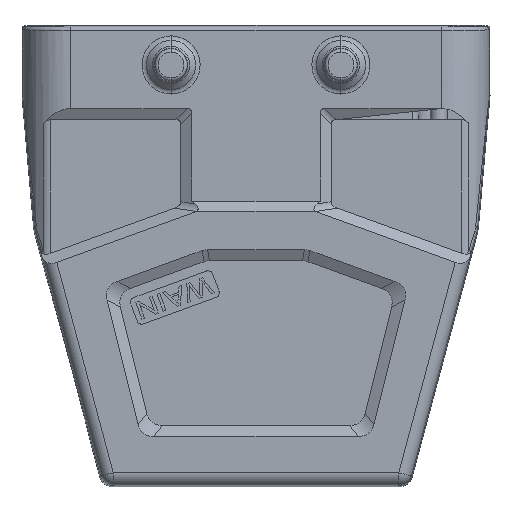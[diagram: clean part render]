
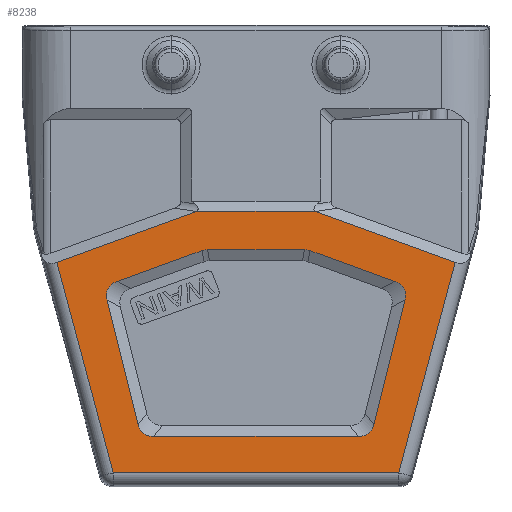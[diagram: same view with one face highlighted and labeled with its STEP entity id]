
A CAD part, front view. The second image highlights one B-rep face of the part: STEP entity #8238.
In plain terms, the highlighted planar face has unit normal (0, -1, 0).
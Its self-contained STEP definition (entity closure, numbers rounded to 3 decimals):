
#143=DIRECTION('',(0.242,0.,-0.97));
#144=VECTOR('',#143,19.974);
#145=CARTESIAN_POINT('',(-23.224,-22.5,
-42.895));
#146=LINE('',#145,#144);
#147=CARTESIAN_POINT('',(-15.977,-22.5,-64.151));
#148=CARTESIAN_POINT('',(-16.241,-22.5,-64.151));
#149=CARTESIAN_POINT('',(-16.726,-22.5,
-64.094));
#150=CARTESIAN_POINT('',(-17.322,-22.5,
-63.857));
#151=CARTESIAN_POINT('',(-17.788,-22.5,
-63.497));
#152=CARTESIAN_POINT('',(-18.162,-22.5,
-62.984));
#153=CARTESIAN_POINT('',(-18.335,-22.5,
-62.531));
#154=CARTESIAN_POINT('',(-18.398,-22.5,
-62.277));
#156=DIRECTION('',(1.,0.,0.));
#157=VECTOR('',#156,31.955);
#158=CARTESIAN_POINT('',(-15.977,-22.5,-64.151));
#159=LINE('',#158,#157);
#160=CARTESIAN_POINT('',(15.977,-22.5,-64.151));
#161=CARTESIAN_POINT('',(16.243,-22.5,-64.151));
#162=CARTESIAN_POINT('',(16.73,-22.5,-64.093));
#163=CARTESIAN_POINT('',(17.327,-22.5,-63.854));
#164=CARTESIAN_POINT('',(17.788,-22.5,-63.496));
#165=CARTESIAN_POINT('',(18.162,-22.5,-62.984));
#166=CARTESIAN_POINT('',(18.335,-22.5,-62.532));
#167=CARTESIAN_POINT('',(18.398,-22.5,-62.277));
#169=DIRECTION('',(0.242,0.,0.97));
#170=VECTOR('',#169,19.974);
#171=CARTESIAN_POINT('',(18.398,-22.5,-62.277));
#172=LINE('',#171,#170);
#173=CARTESIAN_POINT('',(23.224,-22.5,-42.895));
#174=CARTESIAN_POINT('',(23.284,-22.5,-42.656));
#175=CARTESIAN_POINT('',(23.349,-22.5,-42.205));
#176=CARTESIAN_POINT('',(23.294,-22.5,-41.596));
#177=CARTESIAN_POINT('',(23.102,-22.5,-41.085));
#178=CARTESIAN_POINT('',(22.779,-22.5,-40.639));
#179=CARTESIAN_POINT('',(22.297,-22.5,-40.251));
#180=CARTESIAN_POINT('',(21.88,-22.5,-40.052));
#181=CARTESIAN_POINT('',(21.647,-22.5,-39.967));
#183=DIRECTION('',(0.94,0.,-0.342));
#184=VECTOR('',#183,14.082);
#185=CARTESIAN_POINT('',(8.414,-22.5,-35.151));
#186=LINE('',#185,#184);
#187=CARTESIAN_POINT('',(8.414,-22.5,-35.151));
#188=CARTESIAN_POINT('',(8.138,-22.5,-35.05));
#189=CARTESIAN_POINT('',(7.853,-22.5,-35.));
#190=CARTESIAN_POINT('',(7.559,-22.5,-35.));
#192=DIRECTION('',(-1.,0.,0.));
#193=VECTOR('',#192,15.118);
#194=CARTESIAN_POINT('',(7.559,-22.5,-35.));
#195=LINE('',#194,#193);
#196=CARTESIAN_POINT('',(-7.559,-22.5,-35.));
#197=CARTESIAN_POINT('',(-7.853,-22.5,-35.));
#198=CARTESIAN_POINT('',(-8.138,-22.5,-35.05));
#199=CARTESIAN_POINT('',(-8.414,-22.5,-35.151));
#201=DIRECTION('',(0.94,0.,0.342));
#202=VECTOR('',#201,14.082);
#203=CARTESIAN_POINT('',(-21.647,-22.5,
-39.967));
#204=LINE('',#203,#202);
#205=CARTESIAN_POINT('',(-21.647,-22.5,
-39.967));
#206=CARTESIAN_POINT('',(-21.88,-22.5,
-40.052));
#207=CARTESIAN_POINT('',(-22.296,-22.5,
-40.251));
#208=CARTESIAN_POINT('',(-22.779,-22.5,
-40.639));
#209=CARTESIAN_POINT('',(-23.102,-22.5,
-41.085));
#210=CARTESIAN_POINT('',(-23.294,-22.5,
-41.596));
#211=CARTESIAN_POINT('',(-23.349,-22.5,
-42.204));
#212=CARTESIAN_POINT('',(-23.284,-22.5,
-42.656));
#213=CARTESIAN_POINT('',(-23.224,-22.5,
-42.895));
#215=DIRECTION('',(0.259,0.,-0.966));
#216=VECTOR('',#215,33.969);
#217=CARTESIAN_POINT('',(-31.065,-22.5,-37.01));
#218=LINE('',#217,#216);
#219=DIRECTION('',(0.94,0.,0.342));
#220=VECTOR('',#219,23.257);
#221=CARTESIAN_POINT('',(-31.065,-22.5,-37.01));
#222=LINE('',#221,#220);
#223=DIRECTION('',(1.,0.,0.));
#224=VECTOR('',#223,18.42);
#225=CARTESIAN_POINT('',(-9.21,-22.499,
-29.055));
#226=LINE('',#225,#224);
#227=DIRECTION('',(0.94,0.,-0.342));
#228=VECTOR('',#227,23.257);
#229=CARTESIAN_POINT('',(9.21,-22.499,-29.055));
#230=LINE('',#229,#228);
#231=DIRECTION('',(0.259,0.,0.966));
#232=VECTOR('',#231,33.969);
#233=CARTESIAN_POINT('',(22.273,-22.5,-69.821));
#234=LINE('',#233,#232);
#235=DIRECTION('',(1.,0.,0.));
#236=VECTOR('',#235,44.546);
#237=CARTESIAN_POINT('',(-22.273,-22.5,-69.821));
#238=LINE('',#237,#236);
#1077=CARTESIAN_POINT('',(-31.065,-22.5,-37.01));
#1629=CARTESIAN_POINT('',(31.065,-22.5,-37.01));
#7326=CARTESIAN_POINT('',(-23.224,-22.5,
-42.895));
#7327=CARTESIAN_POINT('',(-18.398,-22.5,
-62.277));
#7328=VERTEX_POINT('',#7326);
#7329=VERTEX_POINT('',#7327);
#7330=VERTEX_POINT('',#147);
#7331=VERTEX_POINT('',#160);
#7332=VERTEX_POINT('',#167);
#7333=CARTESIAN_POINT('',(23.224,-22.5,
-42.895));
#7334=VERTEX_POINT('',#7333);
#7335=VERTEX_POINT('',#181);
#7336=CARTESIAN_POINT('',(8.414,-22.5,-35.151));
#7337=VERTEX_POINT('',#7336);
#7338=VERTEX_POINT('',#190);
#7339=CARTESIAN_POINT('',(-7.559,-22.5,-35.));
#7340=VERTEX_POINT('',#7339);
#7341=VERTEX_POINT('',#199);
#7342=CARTESIAN_POINT('',(-21.647,-22.5,
-39.967));
#7343=VERTEX_POINT('',#7342);
#7417=CARTESIAN_POINT('',(-9.21,-22.499,
-29.055));
#7418=CARTESIAN_POINT('',(9.21,-22.499,
-29.055));
#7419=VERTEX_POINT('',#7417);
#7420=VERTEX_POINT('',#7418);
#7550=VERTEX_POINT('',#1077);
#7551=CARTESIAN_POINT('',(-22.273,-22.5,-69.821));
#7552=VERTEX_POINT('',#7551);
#7553=CARTESIAN_POINT('',(22.273,-22.5,-69.821));
#7554=VERTEX_POINT('',#7553);
#7555=VERTEX_POINT('',#1629);
#8193=CARTESIAN_POINT('',(0.,-22.5,0.));
#8194=DIRECTION('',(0.,1.,0.));
#8195=DIRECTION('',(1.,0.,0.));
#8196=AXIS2_PLACEMENT_3D('',#8193,#8194,#8195);
#8197=PLANE('',#8196);
#8199=ORIENTED_EDGE('',*,*,#8198,.F.);
#8201=ORIENTED_EDGE('',*,*,#8200,.T.);
#8203=ORIENTED_EDGE('',*,*,#8202,.T.);
#8205=ORIENTED_EDGE('',*,*,#8204,.T.);
#8207=ORIENTED_EDGE('',*,*,#8206,.F.);
#8209=ORIENTED_EDGE('',*,*,#8208,.F.);
#8210=EDGE_LOOP('',(#8199,#8201,#8203,#8205,#8207,#8209));
#8211=FACE_OUTER_BOUND('',#8210,.F.);
#8213=ORIENTED_EDGE('',*,*,#8212,.T.);
#8215=ORIENTED_EDGE('',*,*,#8214,.F.);
#8217=ORIENTED_EDGE('',*,*,#8216,.T.);
#8219=ORIENTED_EDGE('',*,*,#8218,.T.);
#8221=ORIENTED_EDGE('',*,*,#8220,.T.);
#8223=ORIENTED_EDGE('',*,*,#8222,.T.);
#8225=ORIENTED_EDGE('',*,*,#8224,.F.);
#8227=ORIENTED_EDGE('',*,*,#8226,.T.);
#8229=ORIENTED_EDGE('',*,*,#8228,.T.);
#8231=ORIENTED_EDGE('',*,*,#8230,.T.);
#8233=ORIENTED_EDGE('',*,*,#8232,.F.);
#8235=ORIENTED_EDGE('',*,*,#8234,.T.);
#8236=EDGE_LOOP('',(#8213,#8215,#8217,#8219,#8221,#8223,#8225,#8227,#8229,#8231,
#8233,#8235));
#8237=FACE_BOUND('',#8236,.F.);
#155=B_SPLINE_CURVE_WITH_KNOTS('',3,(#147,#148,#149,#150,#151,#152,#153,#154),
.UNSPECIFIED.,.F.,.F.,(4,1,1,1,1,4),(0.,0.2,0.4,0.6,0.8,1.),
.UNSPECIFIED.);
#168=B_SPLINE_CURVE_WITH_KNOTS('',3,(#160,#161,#162,#163,#164,#165,#166,#167),
.UNSPECIFIED.,.F.,.F.,(4,1,1,1,1,4),(0.,0.2,0.4,0.6,0.8,1.),
.UNSPECIFIED.);
#182=B_SPLINE_CURVE_WITH_KNOTS('',3,(#173,#174,#175,#176,#177,#178,#179,#180,
#181),.UNSPECIFIED.,.F.,.F.,(4,1,1,1,1,1,4),(0.,0.167,
0.333,0.5,0.667,0.833,1.),
.UNSPECIFIED.);
#191=B_SPLINE_CURVE_WITH_KNOTS('',3,(#187,#188,#189,#190),.UNSPECIFIED.,.F.,.F.,
(4,4),(0.,1.),.UNSPECIFIED.);
#200=B_SPLINE_CURVE_WITH_KNOTS('',3,(#196,#197,#198,#199),.UNSPECIFIED.,.F.,.F.,
(4,4),(0.,1.),.UNSPECIFIED.);
#214=B_SPLINE_CURVE_WITH_KNOTS('',3,(#205,#206,#207,#208,#209,#210,#211,#212,
#213),.UNSPECIFIED.,.F.,.F.,(4,1,1,1,1,1,4),(0.,0.167,
0.333,0.5,0.667,0.833,1.),
.UNSPECIFIED.);
#8198=EDGE_CURVE('',#7550,#7552,#218,.T.);
#8200=EDGE_CURVE('',#7550,#7419,#222,.T.);
#8202=EDGE_CURVE('',#7419,#7420,#226,.T.);
#8204=EDGE_CURVE('',#7420,#7555,#230,.T.);
#8206=EDGE_CURVE('',#7554,#7555,#234,.T.);
#8208=EDGE_CURVE('',#7552,#7554,#238,.T.);
#8212=EDGE_CURVE('',#7328,#7329,#146,.T.);
#8214=EDGE_CURVE('',#7330,#7329,#155,.T.);
#8216=EDGE_CURVE('',#7330,#7331,#159,.T.);
#8218=EDGE_CURVE('',#7331,#7332,#168,.T.);
#8220=EDGE_CURVE('',#7332,#7334,#172,.T.);
#8222=EDGE_CURVE('',#7334,#7335,#182,.T.);
#8224=EDGE_CURVE('',#7337,#7335,#186,.T.);
#8226=EDGE_CURVE('',#7337,#7338,#191,.T.);
#8228=EDGE_CURVE('',#7338,#7340,#195,.T.);
#8230=EDGE_CURVE('',#7340,#7341,#200,.T.);
#8232=EDGE_CURVE('',#7343,#7341,#204,.T.);
#8234=EDGE_CURVE('',#7343,#7328,#214,.T.);
#8238=ADVANCED_FACE('',(#8211,#8237),#8197,.F.);
